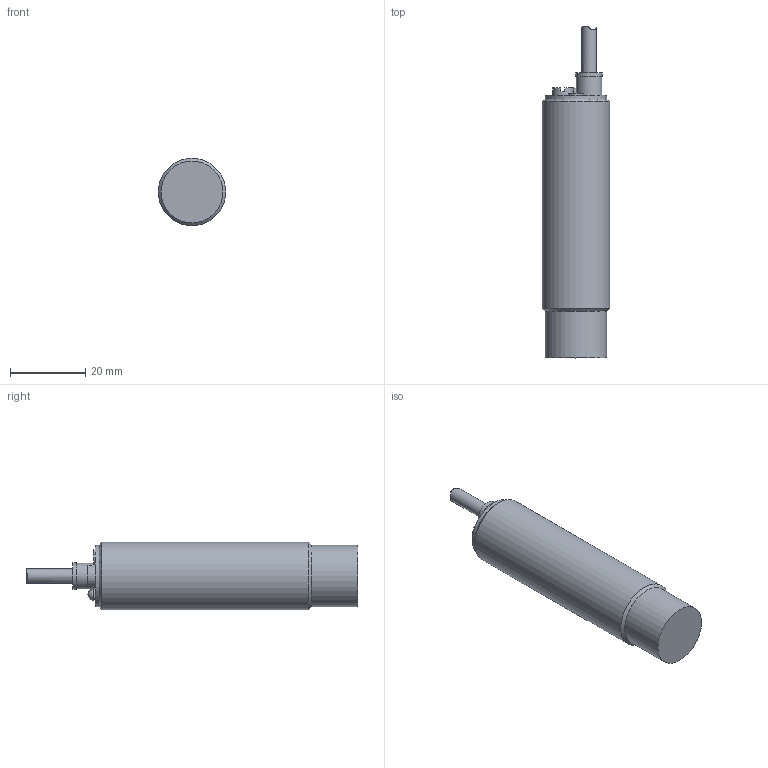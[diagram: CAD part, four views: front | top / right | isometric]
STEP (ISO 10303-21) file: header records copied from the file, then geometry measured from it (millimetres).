
FILE_DESCRIPTION(/* description */ (''),/* implementation_level */ '2;1');
FILE_NAME(/* name */ 'KA0391_Shrinkwrap_1.stp',/* time_stamp */ '2022-01-19T14:28:25+01:00',/* author */ ('Krieger Anja'),/* organization */ (''),/* preprocessor_version */ 'ST-DEVELOPER v18.1',/* originating_system */ 'Autodesk Inventor 2021',/* authorisation */ '');
FILE_SCHEMA (('AUTOMOTIVE_DESIGN { 1 0 10303 214 3 1 1 }'));
Length unit declared in the file: millimetre
Products named in the file (1): KA0391_Shrinkwrap_1
Bounding box: 18 x 88.5 x 18 mm (x, y, z)
Volume: 17655.6 mm3; surface area: 4695.9 mm2
Topology: 1 solids, 1 shells, 24 faces, 52 edges, 35 vertices
Faces by surface type: cylinder 11, plane 10, cone 2, sphere 1
Full cylindrical faces by diameter (mm): 3 x1, 3.9 x1, 4 x1, 5.5 x1, 6.8 x1, 7 x1, 16.5 x2, 18 x1
Entity records: 819 total; most frequent: CARTESIAN_POINT 171, DIRECTION 124, ORIENTED_EDGE 102, AXIS2_PLACEMENT_3D 52, EDGE_CURVE 51, VERTEX_POINT 35, EDGE_LOOP 30, CIRCLE 27
